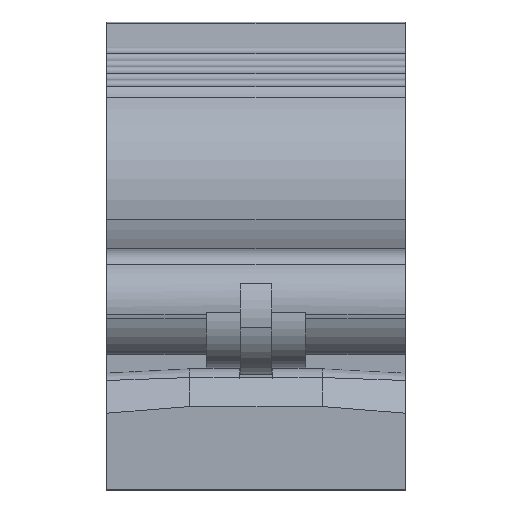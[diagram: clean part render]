
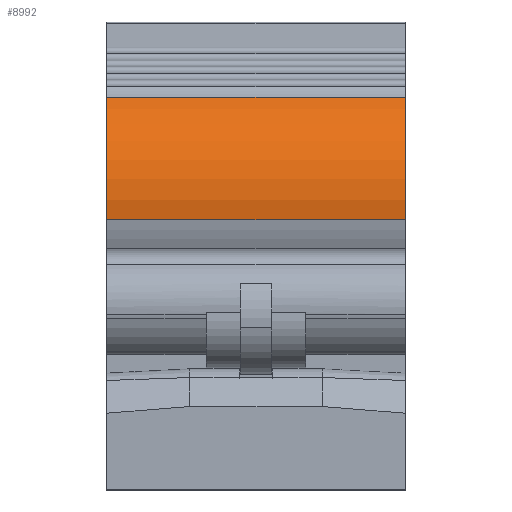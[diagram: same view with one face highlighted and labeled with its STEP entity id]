
A CAD part, top view. The second image highlights one B-rep face of the part: STEP entity #8992.
In plain terms, the highlighted cylindrical face has radius 14.5 mm (diameter 29 mm), a partial arc.
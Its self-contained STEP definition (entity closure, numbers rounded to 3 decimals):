
#1389 = VECTOR ( 'NONE', #3109, 1000. ) ;
#1391 = CIRCLE ( 'NONE', #1400, 14.5 ) ;
#1400 = AXIS2_PLACEMENT_3D ( 'NONE', #3138, #3139, #3140 ) ;
#1401 = CIRCLE ( 'NONE', #1403, 14.5 ) ;
#1402 = VECTOR ( 'NONE', #3142, 1000. ) ;
#1403 = AXIS2_PLACEMENT_3D ( 'NONE', #3143, #3144, #3145 ) ;
#2301 = CARTESIAN_POINT ( 'NONE',  ( 0., 32.496, 32.337 ) ) ;
#2303 = CARTESIAN_POINT ( 'NONE',  ( -36., 32.496, 32.337 ) ) ;
#2307 = CARTESIAN_POINT ( 'NONE',  ( 0., 47.322, 25.783 ) ) ;
#2308 = CARTESIAN_POINT ( 'NONE',  ( -36., 47.322, 25.783 ) ) ;
#3108 = CARTESIAN_POINT ( 'NONE',  ( 0., 32.496, 32.337 ) ) ;
#3109 = DIRECTION ( 'NONE',  ( -1., 0., 0. ) ) ;
#3138 = CARTESIAN_POINT ( 'NONE',  ( 0., 35.048, 18.063 ) ) ;
#3139 = DIRECTION ( 'NONE',  ( 1., 0., 0. ) ) ;
#3140 = DIRECTION ( 'NONE',  ( 0., 0.176, -0.984 ) ) ;
#3141 = CARTESIAN_POINT ( 'NONE',  ( 0., 47.322, 25.783 ) ) ;
#3142 = DIRECTION ( 'NONE',  ( -1., 0., 0. ) ) ;
#3143 = CARTESIAN_POINT ( 'NONE',  ( -36., 35.048, 18.063 ) ) ;
#3144 = DIRECTION ( 'NONE',  ( 1., 0., 0. ) ) ;
#3145 = DIRECTION ( 'NONE',  ( 0., 0.176, -0.984 ) ) ;
#8992 = ADVANCED_FACE ( 'NONE', ( #15020 ), #15021, .T. ) ;
#11644 = VERTEX_POINT ( 'NONE', #2301 ) ;
#11646 = VERTEX_POINT ( 'NONE', #2303 ) ;
#11650 = VERTEX_POINT ( 'NONE', #2307 ) ;
#11651 = VERTEX_POINT ( 'NONE', #2308 ) ;
#12425 = ORIENTED_EDGE ( 'NONE', *, *, #12647, .T. ) ;
#12426 = ORIENTED_EDGE ( 'NONE', *, *, #12639, .F. ) ;
#12427 = ORIENTED_EDGE ( 'NONE', *, *, #12646, .F. ) ;
#12428 = ORIENTED_EDGE ( 'NONE', *, *, #12648, .T. ) ;
#12639 = EDGE_CURVE ( 'NONE', #11644, #11646, #20710, .T. ) ;
#12646 = EDGE_CURVE ( 'NONE', #11650, #11644, #1391, .T. ) ;
#12647 = EDGE_CURVE ( 'NONE', #11650, #11651, #20713, .T. ) ;
#12648 = EDGE_CURVE ( 'NONE', #11651, #11646, #1401, .T. ) ;
#13922 = EDGE_LOOP ( 'NONE', ( #12426, #12427, #12425, #12428 ) ) ;
#15020 = FACE_OUTER_BOUND ( 'NONE', #13922, .T. ) ;
#15021 = CYLINDRICAL_SURFACE ( 'NONE', #15883, 14.5 ) ;
#15883 = AXIS2_PLACEMENT_3D ( 'NONE', #16532, #16533, #16534 ) ;
#16532 = CARTESIAN_POINT ( 'NONE',  ( 0., 35.048, 18.063 ) ) ;
#16533 = DIRECTION ( 'NONE',  ( -1., 0., 0. ) ) ;
#16534 = DIRECTION ( 'NONE',  ( 0., -0.176, 0.984 ) ) ;
#20710 = LINE ( 'NONE', #3108, #1389 ) ;
#20713 = LINE ( 'NONE', #3141, #1402 ) ;
